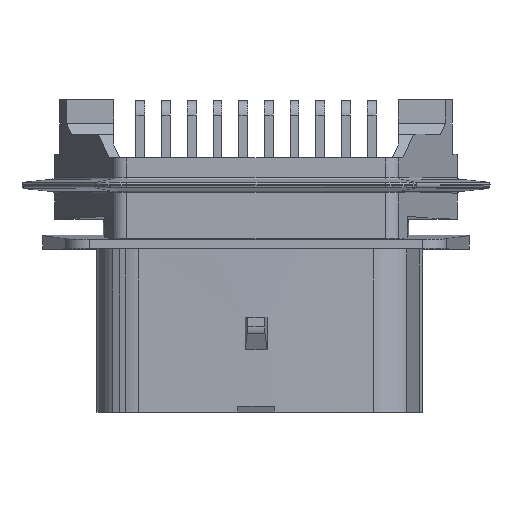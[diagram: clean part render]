
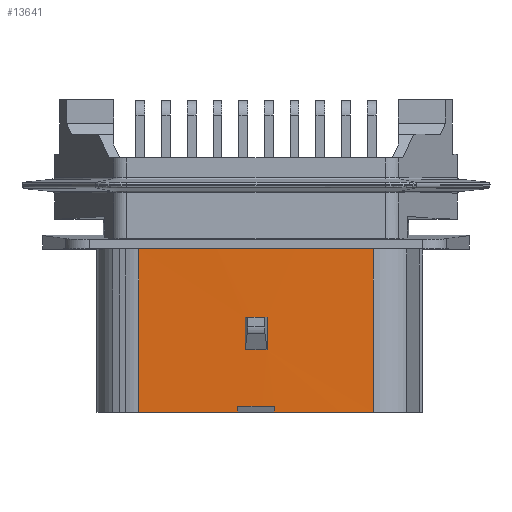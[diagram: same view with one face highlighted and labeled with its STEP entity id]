
A CAD part, top view. The second image highlights one B-rep face of the part: STEP entity #13641.
In plain terms, the highlighted cylindrical face has radius 642.873 mm (diameter 1285.75 mm), a partial arc.
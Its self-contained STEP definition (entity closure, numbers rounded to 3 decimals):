
#120 = CARTESIAN_POINT ( 'NONE',  ( 1.508, -40.159, 26.244 ) ) ;
#138 = ORIENTED_EDGE ( 'NONE', *, *, #19380, .F. ) ;
#253 = CARTESIAN_POINT ( 'NONE',  ( -0.987, -40.159, 26.244 ) ) ;
#419 = B_SPLINE_CURVE_WITH_KNOTS ( 'NONE', 3,
 ( #19355, #14976, #3090, #120 ),
 .UNSPECIFIED., .F., .F.,
 ( 4, 4 ),
 ( 0., 1. ),
 .UNSPECIFIED. ) ;
#451 = VERTEX_POINT ( 'NONE', #3216 ) ;
#508 = CIRCLE ( 'NONE', #19013, 642.873 ) ;
#538 = DIRECTION ( 'NONE',  ( 0., -1., 0. ) ) ;
#808 = ORIENTED_EDGE ( 'NONE', *, *, #13122, .T. ) ;
#818 = CARTESIAN_POINT ( 'NONE',  ( 0.011, -48.62, -616.627 ) ) ;
#1057 = LINE ( 'NONE', #4388, #4094 ) ;
#1174 = CARTESIAN_POINT ( 'NONE',  ( 0.011, -26.07, -616.627 ) ) ;
#1300 = ORIENTED_EDGE ( 'NONE', *, *, #15034, .T. ) ;
#1643 = FACE_OUTER_BOUND ( 'NONE', #6742, .T. ) ;
#1675 = CARTESIAN_POINT ( 'NONE',  ( -1.486, -40.159, 26.244 ) ) ;
#1692 = CARTESIAN_POINT ( 'NONE',  ( 1.509, -35.721, 26.244 ) ) ;
#1701 = DIRECTION ( 'NONE',  ( 0., 1., 0. ) ) ;
#1709 = ORIENTED_EDGE ( 'NONE', *, *, #5185, .F. ) ;
#1927 = B_SPLINE_CURVE_WITH_KNOTS ( 'NONE', 3,
 ( #1675, #18031, #9104, #12229 ),
 .UNSPECIFIED., .F., .F.,
 ( 4, 4 ),
 ( 0., 1. ),
 .UNSPECIFIED. ) ;
#1936 = VERTEX_POINT ( 'NONE', #1692 ) ;
#2370 = CARTESIAN_POINT ( 'NONE',  ( -2.489, -47.829, 26.241 ) ) ;
#2718 = ORIENTED_EDGE ( 'NONE', *, *, #11293, .F. ) ;
#2963 = CARTESIAN_POINT ( 'NONE',  ( 15.971, -48.62, 26.047 ) ) ;
#2976 = VERTEX_POINT ( 'NONE', #5291 ) ;
#3053 = EDGE_CURVE ( 'NONE', #2976, #6514, #12405, .T. ) ;
#3090 = CARTESIAN_POINT ( 'NONE',  ( 1.509, -38.68, 26.244 ) ) ;
#3124 = AXIS2_PLACEMENT_3D ( 'NONE', #13909, #7868, #12394 ) ;
#3216 = CARTESIAN_POINT ( 'NONE',  ( 1.508, -40.159, 26.244 ) ) ;
#3604 = VERTEX_POINT ( 'NONE', #2370 ) ;
#3856 = DIRECTION ( 'NONE',  ( -0.002, 0., 1. ) ) ;
#4054 = CARTESIAN_POINT ( 'NONE',  ( 0.51, -40.158, 26.245 ) ) ;
#4094 = VECTOR ( 'NONE', #14868, 1000. ) ;
#4388 = CARTESIAN_POINT ( 'NONE',  ( 2.511, -47.829, 26.241 ) ) ;
#4563 = EDGE_LOOP ( 'NONE', ( #1709, #10440, #10867, #14724, #10990 ) ) ;
#4679 = VERTEX_POINT ( 'NONE', #17321 ) ;
#4891 = VERTEX_POINT ( 'NONE', #14167 ) ;
#5099 = DIRECTION ( 'NONE',  ( -0.004, 0., 1. ) ) ;
#5185 = EDGE_CURVE ( 'NONE', #17338, #451, #8918, .T. ) ;
#5291 = CARTESIAN_POINT ( 'NONE',  ( -2.489, -48.62, 26.241 ) ) ;
#5319 = EDGE_CURVE ( 'NONE', #4679, #16699, #1057, .T. ) ;
#6033 = B_SPLINE_CURVE_WITH_KNOTS ( 'NONE', 3,
 ( #9251, #253, #15683, #8269 ),
 .UNSPECIFIED., .F., .F.,
 ( 4, 4 ),
 ( 0., 1. ),
 .UNSPECIFIED. ) ;
#6401 = VERTEX_POINT ( 'NONE', #11665 ) ;
#6514 = VERTEX_POINT ( 'NONE', #8976 ) ;
#6555 = DIRECTION ( 'NONE',  ( 0., 1., 0. ) ) ;
#6742 = EDGE_LOOP ( 'NONE', ( #8414, #138, #9209, #7380, #2718, #10717, #808, #1300 ) ) ;
#6764 = EDGE_CURVE ( 'NONE', #13695, #1936, #508, .T. ) ;
#6821 = AXIS2_PLACEMENT_3D ( 'NONE', #818, #17180, #8243 ) ;
#7380 = ORIENTED_EDGE ( 'NONE', *, *, #7680, .F. ) ;
#7680 = EDGE_CURVE ( 'NONE', #4891, #13160, #10598, .T. ) ;
#7868 = DIRECTION ( 'NONE',  ( 0., 0.447, -0.894 ) ) ;
#7988 = DIRECTION ( 'NONE',  ( -0.025, 0., 1. ) ) ;
#8033 = CARTESIAN_POINT ( 'NONE',  ( 0.011, -48.62, -616.627 ) ) ;
#8243 = DIRECTION ( 'NONE',  ( 0.025, 0., 1. ) ) ;
#8269 = CARTESIAN_POINT ( 'NONE',  ( 0.011, -40.157, 26.245 ) ) ;
#8414 = ORIENTED_EDGE ( 'NONE', *, *, #5319, .T. ) ;
#8511 = CARTESIAN_POINT ( 'NONE',  ( 0.011, -35.721, -616.627 ) ) ;
#8918 = B_SPLINE_CURVE_WITH_KNOTS ( 'NONE', 3,
 ( #16002, #4054, #12840, #13101 ),
 .UNSPECIFIED., .F., .F.,
 ( 4, 4 ),
 ( 0., 1. ),
 .UNSPECIFIED. ) ;
#8976 = CARTESIAN_POINT ( 'NONE',  ( -15.949, -48.62, 26.047 ) ) ;
#9104 = CARTESIAN_POINT ( 'NONE',  ( -1.486, -37.2, 26.244 ) ) ;
#9209 = ORIENTED_EDGE ( 'NONE', *, *, #16673, .T. ) ;
#9251 = CARTESIAN_POINT ( 'NONE',  ( -1.486, -40.159, 26.244 ) ) ;
#10347 = DIRECTION ( 'NONE',  ( 0., 1., 0. ) ) ;
#10440 = ORIENTED_EDGE ( 'NONE', *, *, #15104, .F. ) ;
#10598 = CIRCLE ( 'NONE', #17037, 642.873 ) ;
#10674 = LINE ( 'NONE', #15557, #14676 ) ;
#10717 = ORIENTED_EDGE ( 'NONE', *, *, #3053, .F. ) ;
#10867 = ORIENTED_EDGE ( 'NONE', *, *, #19166, .T. ) ;
#10990 = ORIENTED_EDGE ( 'NONE', *, *, #18620, .T. ) ;
#10995 = CARTESIAN_POINT ( 'NONE',  ( 0.011, -40.157, 26.245 ) ) ;
#11293 = EDGE_CURVE ( 'NONE', #6514, #4891, #10674, .T. ) ;
#11665 = CARTESIAN_POINT ( 'NONE',  ( -1.486, -40.159, 26.244 ) ) ;
#12229 = CARTESIAN_POINT ( 'NONE',  ( -1.487, -35.721, 26.244 ) ) ;
#12394 = DIRECTION ( 'NONE',  ( -0.009, 0.894, 0.447 ) ) ;
#12405 = CIRCLE ( 'NONE', #13183, 642.873 ) ;
#12686 = LINE ( 'NONE', #19426, #15508 ) ;
#12840 = CARTESIAN_POINT ( 'NONE',  ( 1.009, -40.159, 26.245 ) ) ;
#13101 = CARTESIAN_POINT ( 'NONE',  ( 1.508, -40.159, 26.244 ) ) ;
#13122 = EDGE_CURVE ( 'NONE', #2976, #3604, #12686, .T. ) ;
#13160 = VERTEX_POINT ( 'NONE', #15050 ) ;
#13183 = AXIS2_PLACEMENT_3D ( 'NONE', #8033, #538, #5099 ) ;
#13237 = DIRECTION ( 'NONE',  ( 1., 0., 0. ) ) ;
#13641 = ADVANCED_FACE ( 'NONE', ( #16217, #1643 ), #14559, .T. ) ;
#13695 = VERTEX_POINT ( 'NONE', #18308 ) ;
#13909 = CARTESIAN_POINT ( 'NONE',  ( 0.011, -304.972, -102.331 ) ) ;
#13940 = AXIS2_PLACEMENT_3D ( 'NONE', #1174, #10347, #13237 ) ;
#14167 = CARTESIAN_POINT ( 'NONE',  ( -15.949, -26.41, 26.047 ) ) ;
#14559 = CYLINDRICAL_SURFACE ( 'NONE', #13940, 642.873 ) ;
#14676 = VECTOR ( 'NONE', #6555, 1000. ) ;
#14708 = VERTEX_POINT ( 'NONE', #16232 ) ;
#14724 = ORIENTED_EDGE ( 'NONE', *, *, #6764, .T. ) ;
#14868 = DIRECTION ( 'NONE',  ( 0., -1., 0. ) ) ;
#14915 = LINE ( 'NONE', #2963, #17034 ) ;
#14976 = CARTESIAN_POINT ( 'NONE',  ( 1.509, -37.2, 26.244 ) ) ;
#15034 = EDGE_CURVE ( 'NONE', #3604, #4679, #15687, .T. ) ;
#15050 = CARTESIAN_POINT ( 'NONE',  ( 15.971, -26.41, 26.047 ) ) ;
#15104 = EDGE_CURVE ( 'NONE', #6401, #17338, #6033, .T. ) ;
#15508 = VECTOR ( 'NONE', #16690, 1000. ) ;
#15557 = CARTESIAN_POINT ( 'NONE',  ( -15.949, -48.62, 26.047 ) ) ;
#15683 = CARTESIAN_POINT ( 'NONE',  ( -0.488, -40.158, 26.245 ) ) ;
#15687 = CIRCLE ( 'NONE', #3124, 287.505 ) ;
#15856 = CIRCLE ( 'NONE', #6821, 642.873 ) ;
#16002 = CARTESIAN_POINT ( 'NONE',  ( 0.011, -40.157, 26.245 ) ) ;
#16217 = FACE_BOUND ( 'NONE', #4563, .T. ) ;
#16232 = CARTESIAN_POINT ( 'NONE',  ( 15.971, -48.62, 26.047 ) ) ;
#16673 = EDGE_CURVE ( 'NONE', #14708, #13160, #14915, .T. ) ;
#16690 = DIRECTION ( 'NONE',  ( 0., 1., 0. ) ) ;
#16699 = VERTEX_POINT ( 'NONE', #18116 ) ;
#17034 = VECTOR ( 'NONE', #1701, 1000. ) ;
#17037 = AXIS2_PLACEMENT_3D ( 'NONE', #18617, #18760, #7988 ) ;
#17180 = DIRECTION ( 'NONE',  ( 0., -1., 0. ) ) ;
#17321 = CARTESIAN_POINT ( 'NONE',  ( 2.511, -47.829, 26.241 ) ) ;
#17338 = VERTEX_POINT ( 'NONE', #10995 ) ;
#17395 = DIRECTION ( 'NONE',  ( 0., 1., 0. ) ) ;
#18031 = CARTESIAN_POINT ( 'NONE',  ( -1.486, -38.68, 26.244 ) ) ;
#18116 = CARTESIAN_POINT ( 'NONE',  ( 2.511, -48.62, 26.241 ) ) ;
#18308 = CARTESIAN_POINT ( 'NONE',  ( -1.487, -35.721, 26.244 ) ) ;
#18617 = CARTESIAN_POINT ( 'NONE',  ( 0.011, -26.41, -616.627 ) ) ;
#18620 = EDGE_CURVE ( 'NONE', #1936, #451, #419, .T. ) ;
#18760 = DIRECTION ( 'NONE',  ( 0., 1., 0. ) ) ;
#19013 = AXIS2_PLACEMENT_3D ( 'NONE', #8511, #17395, #3856 ) ;
#19166 = EDGE_CURVE ( 'NONE', #6401, #13695, #1927, .T. ) ;
#19355 = CARTESIAN_POINT ( 'NONE',  ( 1.509, -35.721, 26.244 ) ) ;
#19380 = EDGE_CURVE ( 'NONE', #14708, #16699, #15856, .T. ) ;
#19426 = CARTESIAN_POINT ( 'NONE',  ( -2.489, -48.62, 26.241 ) ) ;
